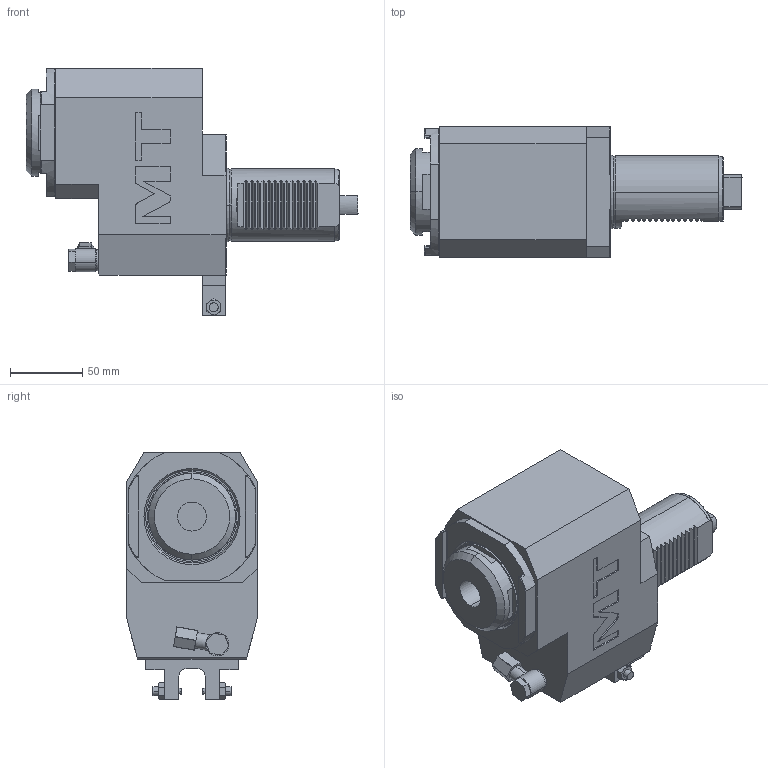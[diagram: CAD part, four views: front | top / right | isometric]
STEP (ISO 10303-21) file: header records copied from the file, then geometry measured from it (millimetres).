
FILE_DESCRIPTION((''),'2;1');
FILE_NAME('DUP0544132_CONF','2024-05-03T12:29:02',('gvalli'),('M.T. srl'),'CREO PARAMETRIC BY PTC INC, 2021072','CREO PARAMETRIC BY PTC INC, 2021072','');
FILE_SCHEMA(('CONFIG_CONTROL_DESIGN'));
Length unit declared in the file: millimetre
Products named in the file (1): DUP0544132_CONF
Bounding box: 229 x 90 x 171 mm (x, y, z)
Volume: 1484877.7 mm3; surface area: 110005.2 mm2
Topology: 1 solids, 1 shells, 362 faces, 925 edges, 594 vertices
Faces by surface type: plane 218, cylinder 83, cone 45, torus 12, extrusion 4
Entity records: 12085 total; most frequent: CARTESIAN_POINT 3447, ORIENTED_EDGE 1850, DIRECTION 1682, EDGE_CURVE 925, VERTEX_POINT 594, AXIS2_PLACEMENT_3D 576, VECTOR 530, LINE 526
